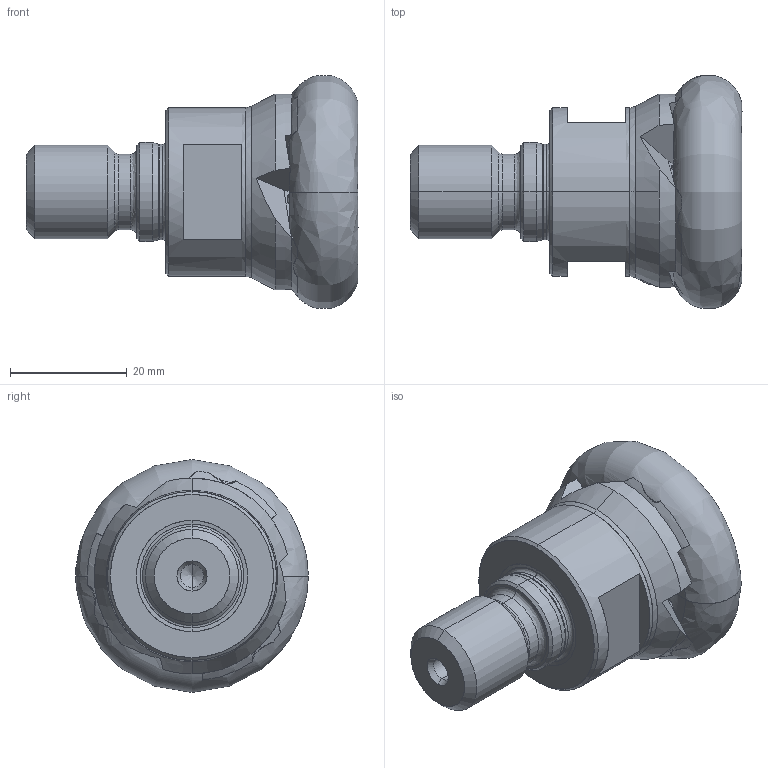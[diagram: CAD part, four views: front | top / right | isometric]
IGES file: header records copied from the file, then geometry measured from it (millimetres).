
Start section: SolidWorks IGES file using analytic representation for surfaces
Global section: file name: ESF_40_M16_124_3.IGS; native system: SolidWorks 2016; preprocessor: SolidWorks 2016; author: phk; date: 160907.092211; units: millimetre
Bounding box: 57 x 39.96 x 39.96 mm (x, y, z)
Surface area: 8402.6 mm2 (no closed solid volume)
Topology: 0 solids, 0 shells, 109 faces, 2475 edges, 2473 vertices
Faces by surface type: revolution 57, bspline 52
